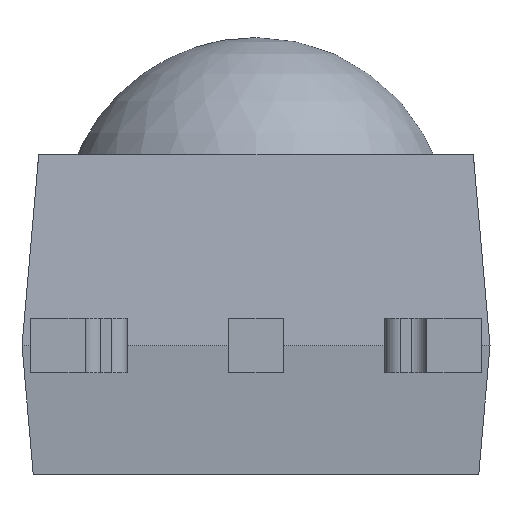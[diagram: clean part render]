
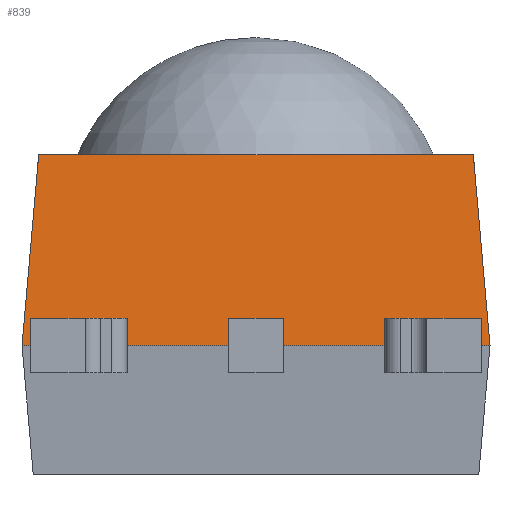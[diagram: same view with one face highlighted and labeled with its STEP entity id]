
A CAD part, front view. The second image highlights one B-rep face of the part: STEP entity #839.
In plain terms, the highlighted planar face has unit normal (0, -0.996, 0.087).
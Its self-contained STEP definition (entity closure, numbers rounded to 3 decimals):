
#82=FACE_OUTER_BOUND('',#130,.T.);
#130=EDGE_LOOP('',(#695,#696,#697,#698));
#208=LINE('',#1335,#302);
#218=LINE('',#1358,#312);
#219=LINE('',#1359,#313);
#220=LINE('',#1360,#314);
#302=VECTOR('',#1103,5.571);
#312=VECTOR('',#1121,6.);
#313=VECTOR('',#1122,2.469);
#314=VECTOR('',#1123,2.469);
#384=VERTEX_POINT('',#1333);
#385=VERTEX_POINT('',#1334);
#393=VERTEX_POINT('',#1356);
#394=VERTEX_POINT('',#1357);
#486=EDGE_CURVE('',#384,#385,#208,.T.);
#497=EDGE_CURVE('',#393,#394,#218,.T.);
#498=EDGE_CURVE('',#384,#393,#219,.T.);
#499=EDGE_CURVE('',#385,#394,#220,.T.);
#695=ORIENTED_EDGE('',*,*,#497,.F.);
#696=ORIENTED_EDGE('',*,*,#498,.F.);
#697=ORIENTED_EDGE('',*,*,#486,.T.);
#698=ORIENTED_EDGE('',*,*,#499,.T.);
#767=PLANE('',#920);
#839=ADVANCED_FACE('',(#82),#767,.T.);
#920=AXIS2_PLACEMENT_3D('',#1355,#1119,#1120);
#1103=DIRECTION('',(-1.,0.,0.));
#1119=DIRECTION('center_axis',(0.,-0.996,
0.087));
#1120=DIRECTION('ref_axis',(0.,-0.087,-0.996));
#1121=DIRECTION('',(-1.,0.,0.));
#1122=DIRECTION('',(0.087,-0.087,-0.992));
#1123=DIRECTION('',(-0.087,-0.087,-0.992));
#1333=CARTESIAN_POINT('',(2.786,-3.261,4.1));
#1334=CARTESIAN_POINT('',(-2.786,-3.261,4.1));
#1335=CARTESIAN_POINT('',(2.786,-3.261,4.1));
#1355=CARTESIAN_POINT('Origin',(3.001,-3.592,0.314));
#1356=CARTESIAN_POINT('',(3.,-3.475,1.65));
#1357=CARTESIAN_POINT('',(-3.,-3.475,1.65));
#1358=CARTESIAN_POINT('',(3.,-3.475,1.65));
#1359=CARTESIAN_POINT('',(2.786,-3.261,4.1));
#1360=CARTESIAN_POINT('',(-2.786,-3.261,4.1));
